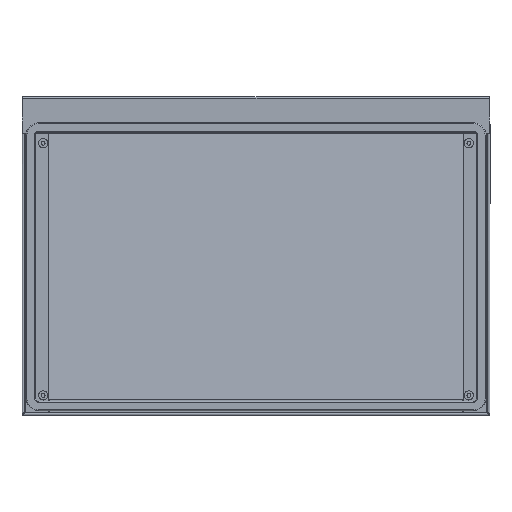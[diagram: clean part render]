
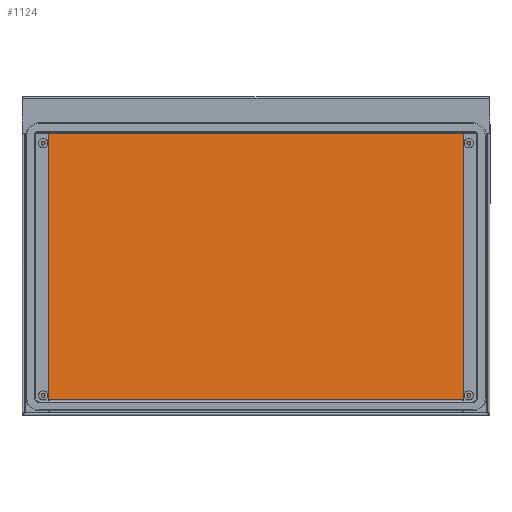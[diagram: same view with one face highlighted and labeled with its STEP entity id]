
A CAD part, front view. The second image highlights one B-rep face of the part: STEP entity #1124.
In plain terms, the highlighted planar face has unit normal (0, -0.996, 0.087).
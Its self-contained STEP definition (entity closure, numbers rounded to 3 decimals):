
#151 = VERTEX_POINT ( 'NONE', #4842 ) ;
#225 = ORIENTED_EDGE ( 'NONE', *, *, #2071, .F. ) ;
#343 = EDGE_CURVE ( 'NONE', #1109, #3800, #3794, .T. ) ;
#386 = VECTOR ( 'NONE', #2940, 1000. ) ;
#437 = VECTOR ( 'NONE', #3253, 1000. ) ;
#641 = VECTOR ( 'NONE', #1244, 1000. ) ;
#1014 = ORIENTED_EDGE ( 'NONE', *, *, #4311, .T. ) ;
#1109 = VERTEX_POINT ( 'NONE', #6087 ) ;
#1124 = ADVANCED_FACE ( 'NONE', ( #3179 ), #5146, .T. ) ;
#1162 = CARTESIAN_POINT ( 'NONE',  ( 303., 31.004, -192.913 ) ) ;
#1244 = DIRECTION ( 'NONE',  ( 0., 0.087, 0.996 ) ) ;
#1416 = EDGE_LOOP ( 'NONE', ( #6189, #225, #2092, #1014 ) ) ;
#1800 = VECTOR ( 'NONE', #2333, 1000. ) ;
#1854 = LINE ( 'NONE', #2758, #437 ) ;
#2071 = EDGE_CURVE ( 'NONE', #5769, #3800, #5129, .T. ) ;
#2092 = ORIENTED_EDGE ( 'NONE', *, *, #2930, .F. ) ;
#2169 = DIRECTION ( 'NONE',  ( 0., -0.996, 0.087 ) ) ;
#2333 = DIRECTION ( 'NONE',  ( -1., 0., 0. ) ) ;
#2710 = CARTESIAN_POINT ( 'NONE',  ( -303., 65., 195.662 ) ) ;
#2758 = CARTESIAN_POINT ( 'NONE',  ( 303., 31.164, -191.087 ) ) ;
#2930 = EDGE_CURVE ( 'NONE', #151, #5769, #1854, .T. ) ;
#2940 = DIRECTION ( 'NONE',  ( 0., 0.087, 0.996 ) ) ;
#3031 = LINE ( 'NONE', #4483, #386 ) ;
#3042 = AXIS2_PLACEMENT_3D ( 'NONE', #1162, #2169, #3625 ) ;
#3179 = FACE_OUTER_BOUND ( 'NONE', #1416, .T. ) ;
#3253 = DIRECTION ( 'NONE',  ( -1., 0., 0. ) ) ;
#3625 = DIRECTION ( 'NONE',  ( 0., -0.087, -0.996 ) ) ;
#3794 = LINE ( 'NONE', #5184, #1800 ) ;
#3800 = VERTEX_POINT ( 'NONE', #2710 ) ;
#3838 = CARTESIAN_POINT ( 'NONE',  ( -303., 31.164, -191.087 ) ) ;
#4196 = CARTESIAN_POINT ( 'NONE',  ( -303., 31.004, -192.913 ) ) ;
#4311 = EDGE_CURVE ( 'NONE', #151, #1109, #3031, .T. ) ;
#4483 = CARTESIAN_POINT ( 'NONE',  ( 303., 31.004, -192.913 ) ) ;
#4842 = CARTESIAN_POINT ( 'NONE',  ( 303., 31.164, -191.087 ) ) ;
#5129 = LINE ( 'NONE', #4196, #641 ) ;
#5146 = PLANE ( 'NONE',  #3042 ) ;
#5184 = CARTESIAN_POINT ( 'NONE',  ( 303., 65., 195.662 ) ) ;
#5769 = VERTEX_POINT ( 'NONE', #3838 ) ;
#6087 = CARTESIAN_POINT ( 'NONE',  ( 303., 65., 195.662 ) ) ;
#6189 = ORIENTED_EDGE ( 'NONE', *, *, #343, .T. ) ;
